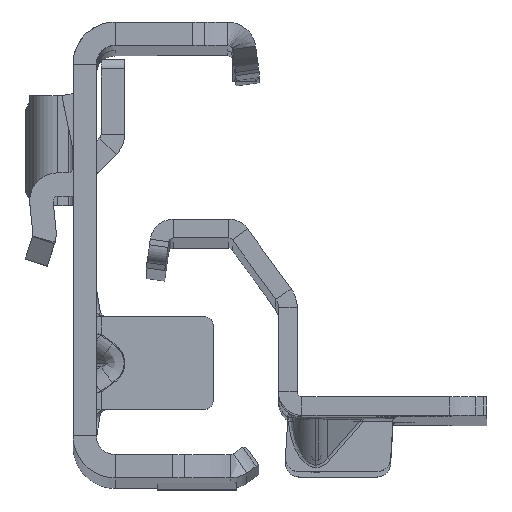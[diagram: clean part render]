
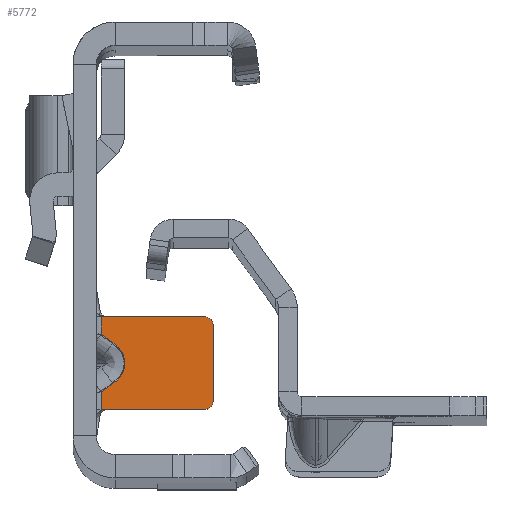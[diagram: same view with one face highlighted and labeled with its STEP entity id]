
A CAD part, top view. The second image highlights one B-rep face of the part: STEP entity #5772.
In plain terms, the highlighted planar face has unit normal (0, 0, 1).
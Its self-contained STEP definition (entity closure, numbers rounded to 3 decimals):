
#21 = VERTEX_POINT ( 'NONE', #13184 ) ;
#99 = EDGE_CURVE ( 'NONE', #8144, #1140, #10507, .T. ) ;
#121 = CARTESIAN_POINT ( 'NONE',  ( 12.5, -6.6, -641.5 ) ) ;
#607 = CARTESIAN_POINT ( 'NONE',  ( -1.826, -5.6, -641.5 ) ) ;
#1014 = CARTESIAN_POINT ( 'NONE',  ( 3.573, -9.692, -641.5 ) ) ;
#1140 = VERTEX_POINT ( 'NONE', #14777 ) ;
#1152 = DIRECTION ( 'NONE',  ( 1., 0., 0. ) ) ;
#1211 = VERTEX_POINT ( 'NONE', #2541 ) ;
#1661 = VECTOR ( 'NONE', #3273, 1000. ) ;
#2249 = EDGE_CURVE ( 'NONE', #14185, #7084, #13068, .T. ) ;
#2401 = CARTESIAN_POINT ( 'NONE',  ( 12.5, -6.6, -641.5 ) ) ;
#2541 = CARTESIAN_POINT ( 'NONE',  ( 11.5, -15.6, -641.5 ) ) ;
#2694 = EDGE_CURVE ( 'NONE', #1211, #10383, #7648, .T. ) ;
#2785 = LINE ( 'NONE', #11453, #18243 ) ;
#3167 = VERTEX_POINT ( 'NONE', #16753 ) ;
#3273 = DIRECTION ( 'NONE',  ( -1., 0., 0. ) ) ;
#3333 = LINE ( 'NONE', #16419, #3653 ) ;
#3625 = CARTESIAN_POINT ( 'NONE',  ( -1.826, -15.6, -641.5 ) ) ;
#3653 = VECTOR ( 'NONE', #15264, 1000. ) ;
#3657 = ORIENTED_EDGE ( 'NONE', *, *, #11759, .T. ) ;
#4709 = EDGE_CURVE ( 'NONE', #8052, #14085, #15685, .T. ) ;
#5021 = EDGE_CURVE ( 'NONE', #10005, #8144, #12385, .T. ) ;
#5364 = ORIENTED_EDGE ( 'NONE', *, *, #2694, .T. ) ;
#5568 = CARTESIAN_POINT ( 'NONE',  ( 0.5, 22.3, -641.5 ) ) ;
#5772 = ADVANCED_FACE ( 'NONE', ( #17268 ), #8650, .F. ) ;
#6025 = VECTOR ( 'NONE', #9769, 1000. ) ;
#7084 = VERTEX_POINT ( 'NONE', #11093 ) ;
#7128 = DIRECTION ( 'NONE',  ( 0., 0., 1. ) ) ;
#7258 = CARTESIAN_POINT ( 'NONE',  ( 11.5, -6.6, -641.5 ) ) ;
#7609 = DIRECTION ( 'NONE',  ( 0., 1., 0. ) ) ;
#7648 = CIRCLE ( 'NONE', #14971, 1. ) ;
#7920 = ORIENTED_EDGE ( 'NONE', *, *, #15311, .F. ) ;
#7997 = DIRECTION ( 'NONE',  ( 1., 0., 0. ) ) ;
#8052 = VERTEX_POINT ( 'NONE', #17666 ) ;
#8144 = VERTEX_POINT ( 'NONE', #17946 ) ;
#8162 = VECTOR ( 'NONE', #11588, 1000. ) ;
#8200 = CARTESIAN_POINT ( 'NONE',  ( 1.757, -8.408, -641.5 ) ) ;
#8267 = CARTESIAN_POINT ( 'NONE',  ( 3.573, -11.508, -641.5 ) ) ;
#8650 = PLANE ( 'NONE',  #15432 ) ;
#8681 = EDGE_CURVE ( 'NONE', #14085, #3167, #2785, .T. ) ;
#9359 = EDGE_LOOP ( 'NONE', ( #10481, #17918, #14109, #7920, #17909, #9655, #5364, #3657, #15047, #10539, #11257, #10593 ) ) ;
#9655 = ORIENTED_EDGE ( 'NONE', *, *, #12248, .T. ) ;
#9769 = DIRECTION ( 'NONE',  ( 0., 1., 0. ) ) ;
#9875 = CARTESIAN_POINT ( 'NONE',  ( -7.326, 22.3, -641.5 ) ) ;
#10005 = VERTEX_POINT ( 'NONE', #121 ) ;
#10196 = LINE ( 'NONE', #17949, #16796 ) ;
#10236 = AXIS2_PLACEMENT_3D ( 'NONE', #7258, #15678, #17228 ) ;
#10383 = VERTEX_POINT ( 'NONE', #12325 ) ;
#10481 = ORIENTED_EDGE ( 'NONE', *, *, #8681, .F. ) ;
#10507 = LINE ( 'NONE', #607, #1661 ) ;
#10539 = ORIENTED_EDGE ( 'NONE', *, *, #99, .T. ) ;
#10593 = ORIENTED_EDGE ( 'NONE', *, *, #13521, .F. ) ;
#10871 = VECTOR ( 'NONE', #14028, 1000. ) ;
#11064 = VECTOR ( 'NONE', #1152, 1000. ) ;
#11093 = CARTESIAN_POINT ( 'NONE',  ( 0.708, -15.6, -641.5 ) ) ;
#11148 = LINE ( 'NONE', #2401, #10871 ) ;
#11257 = ORIENTED_EDGE ( 'NONE', *, *, #15594, .T. ) ;
#11453 = CARTESIAN_POINT ( 'NONE',  ( 1.367, -8.131, -641.5 ) ) ;
#11506 = CARTESIAN_POINT ( 'NONE',  ( 0.5, -5.6, -641.5 ) ) ;
#11513 = CARTESIAN_POINT ( 'NONE',  ( 0.5, -15.6, -641.5 ) ) ;
#11588 = DIRECTION ( 'NONE',  ( -1., 0., 0. ) ) ;
#11638 = VECTOR ( 'NONE', #7997, 1000. ) ;
#11759 = EDGE_CURVE ( 'NONE', #10383, #10005, #11148, .T. ) ;
#12248 = EDGE_CURVE ( 'NONE', #7084, #1211, #18054, .T. ) ;
#12325 = CARTESIAN_POINT ( 'NONE',  ( 12.5, -14.6, -641.5 ) ) ;
#12385 = CIRCLE ( 'NONE', #10236, 1. ) ;
#12548 = CARTESIAN_POINT ( 'NONE',  ( 1.757, -12.792, -641.5 ) ) ;
#12553 = DIRECTION ( 'NONE',  ( 0., 0., -1. ) ) ;
#12637 = CARTESIAN_POINT ( 'NONE',  ( 1.757, -8.408, -641.5 ) ) ;
#12736 = LINE ( 'NONE', #14379, #8162 ) ;
#12876 = CARTESIAN_POINT ( 'NONE',  ( -1.826, -15.6, -641.5 ) ) ;
#13068 = LINE ( 'NONE', #12876, #11064 ) ;
#13184 = CARTESIAN_POINT ( 'NONE',  ( 0.5, -13.681, -641.5 ) ) ;
#13521 = EDGE_CURVE ( 'NONE', #3167, #17815, #16886, .T. ) ;
#14028 = DIRECTION ( 'NONE',  ( 0., 1., 0. ) ) ;
#14085 = VERTEX_POINT ( 'NONE', #8200 ) ;
#14109 = ORIENTED_EDGE ( 'NONE', *, *, #16640, .F. ) ;
#14185 = VERTEX_POINT ( 'NONE', #11513 ) ;
#14379 = CARTESIAN_POINT ( 'NONE',  ( -1.826, -5.6, -641.5 ) ) ;
#14777 = CARTESIAN_POINT ( 'NONE',  ( 0.708, -5.6, -641.5 ) ) ;
#14971 = AXIS2_PLACEMENT_3D ( 'NONE', #18718, #7128, #17285 ) ;
#15047 = ORIENTED_EDGE ( 'NONE', *, *, #5021, .T. ) ;
#15264 = DIRECTION ( 'NONE',  ( 0.816, 0.577, 0. ) ) ;
#15311 = EDGE_CURVE ( 'NONE', #14185, #21, #10196, .T. ) ;
#15432 = AXIS2_PLACEMENT_3D ( 'NONE', #9875, #12553, #18510 ) ;
#15594 = EDGE_CURVE ( 'NONE', #1140, #17815, #12736, .T. ) ;
#15678 = DIRECTION ( 'NONE',  ( 0., 0., 1. ) ) ;
#15685 =( BOUNDED_CURVE ( )  B_SPLINE_CURVE ( 3, ( #12548, #8267, #1014, #12637 ),
 .UNSPECIFIED., .F., .T. ) 
 B_SPLINE_CURVE_WITH_KNOTS ( ( 4, 4 ),
 ( 2.356, 3.927 ),
 .UNSPECIFIED. ) 
 CURVE ( )  GEOMETRIC_REPRESENTATION_ITEM ( )  RATIONAL_B_SPLINE_CURVE ( ( 1., 0.805, 0.805, 1. ) ) 
 REPRESENTATION_ITEM ( '' )  );
#15769 = DIRECTION ( 'NONE',  ( -0.816, 0.577, 0. ) ) ;
#16419 = CARTESIAN_POINT ( 'NONE',  ( 2.624, -12.179, -641.5 ) ) ;
#16640 = EDGE_CURVE ( 'NONE', #21, #8052, #3333, .T. ) ;
#16753 = CARTESIAN_POINT ( 'NONE',  ( 0.5, -7.519, -641.5 ) ) ;
#16796 = VECTOR ( 'NONE', #7609, 1000. ) ;
#16886 = LINE ( 'NONE', #5568, #6025 ) ;
#17228 = DIRECTION ( 'NONE',  ( 0., -1., 0. ) ) ;
#17268 = FACE_OUTER_BOUND ( 'NONE', #9359, .T. ) ;
#17285 = DIRECTION ( 'NONE',  ( 0., 1., 0. ) ) ;
#17666 = CARTESIAN_POINT ( 'NONE',  ( 1.757, -12.792, -641.5 ) ) ;
#17815 = VERTEX_POINT ( 'NONE', #11506 ) ;
#17909 = ORIENTED_EDGE ( 'NONE', *, *, #2249, .T. ) ;
#17918 = ORIENTED_EDGE ( 'NONE', *, *, #4709, .F. ) ;
#17946 = CARTESIAN_POINT ( 'NONE',  ( 11.5, -5.6, -641.5 ) ) ;
#17949 = CARTESIAN_POINT ( 'NONE',  ( 0.5, 22.3, -641.5 ) ) ;
#18054 = LINE ( 'NONE', #3625, #11638 ) ;
#18243 = VECTOR ( 'NONE', #15769, 1000. ) ;
#18510 = DIRECTION ( 'NONE',  ( 0., 1., 0. ) ) ;
#18718 = CARTESIAN_POINT ( 'NONE',  ( 11.5, -14.6, -641.5 ) ) ;
